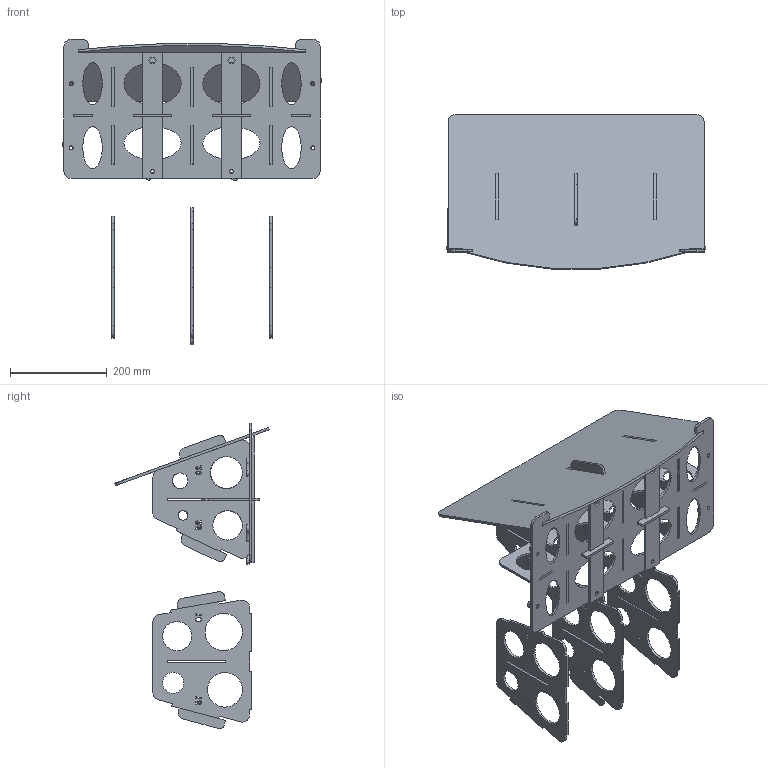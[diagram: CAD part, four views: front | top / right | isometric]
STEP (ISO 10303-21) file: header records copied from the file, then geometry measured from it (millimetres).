
FILE_DESCRIPTION (( 'STEP AP214' ), '1' );
FILE_NAME ('Assembly.STEP', '2023-07-03T13:56:29', ( '' ), ( '' ), 'SwSTEP 2.0', 'SolidWorks 2020', '' );
FILE_SCHEMA (( 'AUTOMOTIVE_DESIGN' ));
Length unit declared in the file: millimetre
Products named in the file (10): Variable angle foot rest - wall x peg; Variable angle foot rest - wall z 2025 hooked; Variable angle foot rest - foot plate; Variable angle foot rest - wall z 1015 hooked; Assembly; Variable angle foot rest - nut; Variable angle foot rest - bottom plate; Variable angle foot rest - wall z 1015; Variable angle foot rest - wall x; Variable angle foot rest - wall z 2025
Assembly tree (17 placements, depth 2):
  Assembly
    Variable angle foot rest - bottom plate
    Variable angle foot rest - foot plate
    Variable angle foot rest - wall x
    Variable angle foot rest - wall x peg  x2
    Variable angle foot rest - nut  x6
    Variable angle foot rest - wall z 1015 hooked
    Variable angle foot rest - wall z 1015  x2
    Variable angle foot rest - wall z 2025 hooked
    Variable angle foot rest - wall z 2025  x2
Bounding box: 537.98 x 319.69 x 631.88 mm (x, y, z)
Volume: 2576498 mm3; surface area: 1153024.5 mm2
Topology: 17 solids, 17 shells, 759 faces, 2175 edges, 1450 vertices
Faces by surface type: plane 446, cylinder 175, bspline 138
Entity records: 21915 total; most frequent: CARTESIAN_POINT 7780, ORIENTED_EDGE 3066, DIRECTION 2425, EDGE_CURVE 1533, VECTOR 1139, LINE 1139, VERTEX_POINT 1022, EDGE_LOOP 673
